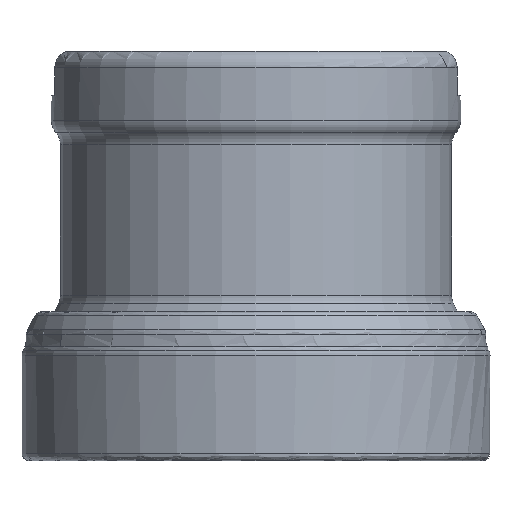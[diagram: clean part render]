
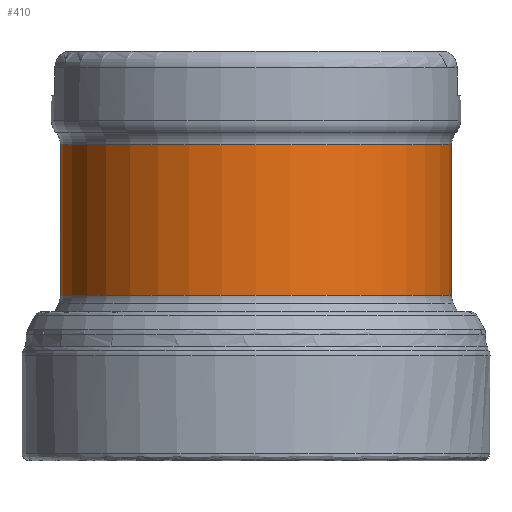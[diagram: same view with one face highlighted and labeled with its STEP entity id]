
A CAD part, front view. The second image highlights one B-rep face of the part: STEP entity #410.
In plain terms, the highlighted cylindrical face has radius 21.225 mm (diameter 42.45 mm), a full revolution.
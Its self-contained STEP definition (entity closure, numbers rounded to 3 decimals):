
#191=CYLINDRICAL_SURFACE('',#1495,21.225);
#283=FACE_BOUND('',#562,.T.);
#284=FACE_BOUND('',#563,.T.);
#410=ADVANCED_FACE('',(#283,#284),#191,.T.);
#562=EDGE_LOOP('',(#759));
#563=EDGE_LOOP('',(#760));
#759=ORIENTED_EDGE('',*,*,#1193,.T.);
#760=ORIENTED_EDGE('',*,*,#1194,.T.);
#1064=VERTEX_POINT('',#2928);
#1065=VERTEX_POINT('',#2930);
#1193=EDGE_CURVE('',#1064,#1064,#1317,.T.);
#1194=EDGE_CURVE('',#1065,#1065,#1318,.T.);
#1317=CIRCLE('',#1493,21.225);
#1318=CIRCLE('',#1494,21.225);
#1493=AXIS2_PLACEMENT_3D('',#2927,#1697,#1698);
#1494=AXIS2_PLACEMENT_3D('',#2929,#1699,#1700);
#1495=AXIS2_PLACEMENT_3D('',#2931,#1701,#1702);
#1697=DIRECTION('',(0.,0.,1.));
#1698=DIRECTION('',(0.,1.,0.));
#1699=DIRECTION('',(0.,0.,-1.));
#1700=DIRECTION('',(0.,1.,0.));
#1701=DIRECTION('',(0.,0.,1.));
#1702=DIRECTION('',(0.,-1.,0.));
#2927=CARTESIAN_POINT('',(0.,0.,17.961));
#2928=CARTESIAN_POINT('',(0.,21.225,17.961));
#2929=CARTESIAN_POINT('',(0.,0.,34.322));
#2930=CARTESIAN_POINT('',(0.,21.225,34.322));
#2931=CARTESIAN_POINT('',(0.,0.,0.));
